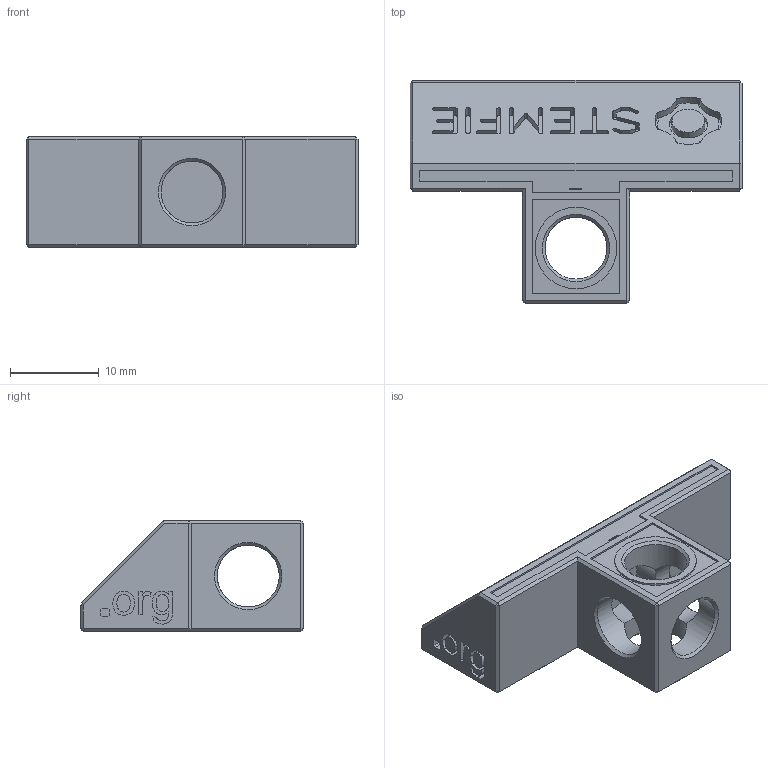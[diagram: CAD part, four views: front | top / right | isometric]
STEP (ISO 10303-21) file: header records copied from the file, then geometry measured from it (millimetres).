
FILE_DESCRIPTION(('FreeCAD Model'),'2;1');
FILE_NAME('Open CASCADE Shape Model','2023-11-10T14:36:51',(''),(''), 'Open CASCADE STEP processor 7.6','FreeCAD','Unknown');
FILE_SCHEMA(('AUTOMOTIVE_DESIGN { 1 0 10303 214 1 1 1 1 }'));
Products named in the file (1): Sign URL SLTD LAY BU03x02x01x01 - SPN-SGN-0001 (stemfie.org)
Bounding box: 37.5 x 25.2 x 12.5 mm (x, y, z)
Volume: 4594.4 mm3; surface area: 3622.6 mm2
Topology: 1 solids, 1 shells, 598 faces, 1614 edges, 1060 vertices
Faces by surface type: bspline 308, plane 252, cylinder 33, cone 5
Full cylindrical faces by diameter (mm): 7 x6, 9.2 x1
Entity records: 49580 total; most frequent: CARTESIAN_POINT 21556, DIRECTION 3560, ORIENTED_EDGE 3228, PCURVE 3228, DEFINITIONAL_REPRESENTATION 3228, LINE 2800, VECTOR 2800, B_SPLINE_CURVE_WITH_KNOTS 1896
